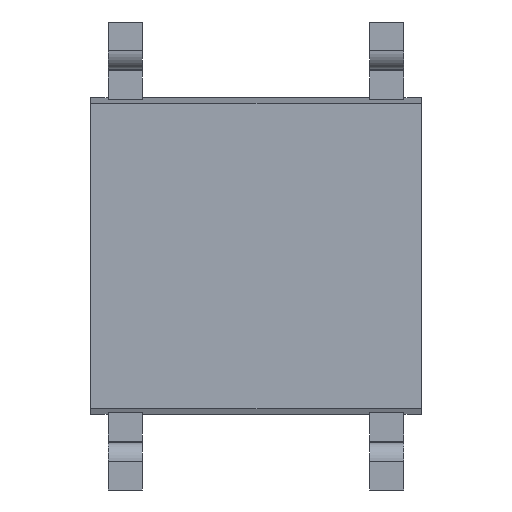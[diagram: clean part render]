
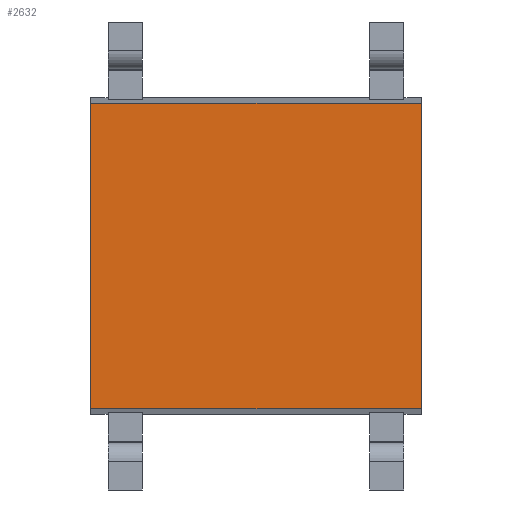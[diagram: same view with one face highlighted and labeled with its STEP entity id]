
A CAD part, front view. The second image highlights one B-rep face of the part: STEP entity #2632.
In plain terms, the highlighted planar face has unit normal (0, -1, 0).
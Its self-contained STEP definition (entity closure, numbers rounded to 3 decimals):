
#22 = LINE ( 'NONE', #910, #27 ) ;
#27 = VECTOR ( 'NONE', #932, 1000. ) ;
#73 = ORIENTED_EDGE ( 'NONE', *, *, #1563, .F. ) ;
#133 = PLANE ( 'NONE',  #2560 ) ;
#259 = VECTOR ( 'NONE', #1858, 1000. ) ;
#273 = CARTESIAN_POINT ( 'NONE',  ( -2.4, -0.75, -2.3 ) ) ;
#548 = CARTESIAN_POINT ( 'NONE',  ( -2.4, -0.75, 2.22 ) ) ;
#794 = VECTOR ( 'NONE', #1457, 1000. ) ;
#848 = EDGE_CURVE ( 'NONE', #2351, #2022, #22, .T. ) ;
#859 = VECTOR ( 'NONE', #2024, 1000. ) ;
#910 = CARTESIAN_POINT ( 'NONE',  ( -2.4, -0.75, -2.22 ) ) ;
#932 = DIRECTION ( 'NONE',  ( 1., 0., 0. ) ) ;
#1021 = EDGE_LOOP ( 'NONE', ( #2761, #3192, #1423, #73 ) ) ;
#1281 = CARTESIAN_POINT ( 'NONE',  ( -2.4, -0.75, 2.22 ) ) ;
#1423 = ORIENTED_EDGE ( 'NONE', *, *, #848, .T. ) ;
#1457 = DIRECTION ( 'NONE',  ( 1., 0., 0. ) ) ;
#1471 = VERTEX_POINT ( 'NONE', #1281 ) ;
#1563 = EDGE_CURVE ( 'NONE', #2445, #2022, #2921, .T. ) ;
#1636 = DIRECTION ( 'NONE',  ( 0., -1., 0. ) ) ;
#1648 = CARTESIAN_POINT ( 'NONE',  ( -2.4, -0.75, -2.22 ) ) ;
#1659 = LINE ( 'NONE', #273, #259 ) ;
#1665 = LINE ( 'NONE', #548, #794 ) ;
#1841 = CARTESIAN_POINT ( 'NONE',  ( 0., -0.75, 0. ) ) ;
#1858 = DIRECTION ( 'NONE',  ( 0., 0., 1. ) ) ;
#2022 = VERTEX_POINT ( 'NONE', #3139 ) ;
#2024 = DIRECTION ( 'NONE',  ( 0., 0., -1. ) ) ;
#2308 = DIRECTION ( 'NONE',  ( 0., 0., -1. ) ) ;
#2351 = VERTEX_POINT ( 'NONE', #1648 ) ;
#2352 = EDGE_CURVE ( 'NONE', #1471, #2445, #1665, .T. ) ;
#2445 = VERTEX_POINT ( 'NONE', #2605 ) ;
#2560 = AXIS2_PLACEMENT_3D ( 'NONE', #1841, #1636, #2308 ) ;
#2605 = CARTESIAN_POINT ( 'NONE',  ( 2.4, -0.75, 2.22 ) ) ;
#2632 = ADVANCED_FACE ( 'NONE', ( #3196 ), #133, .T. ) ;
#2761 = ORIENTED_EDGE ( 'NONE', *, *, #2352, .F. ) ;
#2921 = LINE ( 'NONE', #3110, #859 ) ;
#3023 = EDGE_CURVE ( 'NONE', #2351, #1471, #1659, .T. ) ;
#3110 = CARTESIAN_POINT ( 'NONE',  ( 2.4, -0.75, -2.3 ) ) ;
#3139 = CARTESIAN_POINT ( 'NONE',  ( 2.4, -0.75, -2.22 ) ) ;
#3192 = ORIENTED_EDGE ( 'NONE', *, *, #3023, .F. ) ;
#3196 = FACE_OUTER_BOUND ( 'NONE', #1021, .T. ) ;
